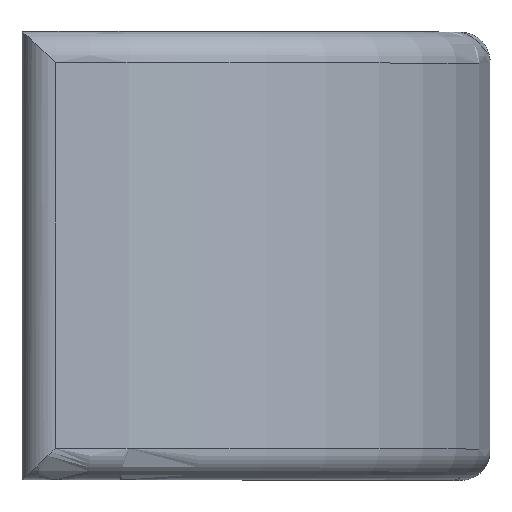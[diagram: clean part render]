
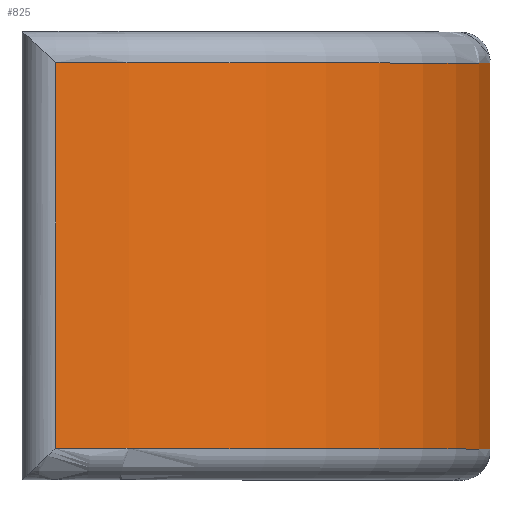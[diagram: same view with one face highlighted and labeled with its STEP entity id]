
A CAD part, top view. The second image highlights one B-rep face of the part: STEP entity #825.
In plain terms, the highlighted cylindrical face has radius 45 mm (diameter 90 mm), a partial arc.
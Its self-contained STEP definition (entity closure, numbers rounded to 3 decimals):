
#446=CYLINDRICAL_SURFACE('',#794,45.);
#466=CIRCLE('',#782,45.);
#470=CIRCLE('',#791,45.);
#530=ORIENTED_EDGE('',*,*,#654,.T.);
#531=ORIENTED_EDGE('',*,*,#637,.T.);
#532=ORIENTED_EDGE('',*,*,#655,.T.);
#533=ORIENTED_EDGE('',*,*,#650,.T.);
#568=VECTOR('',#746,1.);
#569=VECTOR('',#749,1.);
#586=LINE('',#1132,#568);
#587=LINE('',#1134,#569);
#606=VERTEX_POINT('',#885);
#607=VERTEX_POINT('',#938);
#614=VERTEX_POINT('',#1017);
#615=VERTEX_POINT('',#1070);
#637=EDGE_CURVE('',#607,#606,#466,.T.);
#650=EDGE_CURVE('',#615,#614,#470,.T.);
#654=EDGE_CURVE('',#614,#607,#586,.T.);
#655=EDGE_CURVE('',#606,#615,#587,.T.);
#674=EDGE_LOOP('',(#530,#531,#532,#533));
#690=FACE_BOUND('',#674,.T.);
#716=DIRECTION('',(0.,0.,-1.));
#717=DIRECTION('',(31.826,31.813,0.));
#740=DIRECTION('',(0.,0.,1.));
#741=DIRECTION('',(31.813,31.826,0.));
#746=DIRECTION('',(0.,0.,37.));
#747=DIRECTION('',(0.,0.,1.));
#748=DIRECTION('',(1.,0.,0.));
#749=DIRECTION('',(0.,0.,-37.));
#782=AXIS2_PLACEMENT_3D('',#939,#716,#717);
#791=AXIS2_PLACEMENT_3D('',#1071,#740,#741);
#794=AXIS2_PLACEMENT_3D('',#1133,#747,#748);
#825=ADVANCED_FACE('',(#690),#446,.T.);
#885=CARTESIAN_POINT('',(44.885,3.214,-3.));
#938=CARTESIAN_POINT('',(3.214,44.885,-3.));
#939=CARTESIAN_POINT('',(0.,0.,-3.));
#1017=CARTESIAN_POINT('',(3.214,44.885,-40.));
#1070=CARTESIAN_POINT('',(44.885,3.214,-40.));
#1071=CARTESIAN_POINT('',(0.,0.,-40.));
#1132=CARTESIAN_POINT('',(3.214,44.885,-40.));
#1133=CARTESIAN_POINT('',(0.,0.,-43.));
#1134=CARTESIAN_POINT('',(44.885,3.214,-3.));
